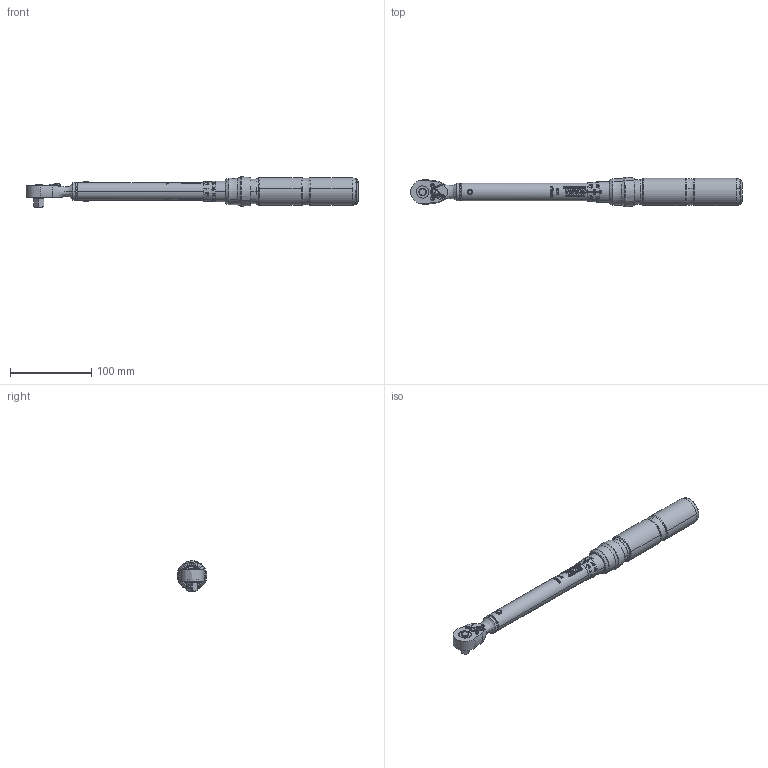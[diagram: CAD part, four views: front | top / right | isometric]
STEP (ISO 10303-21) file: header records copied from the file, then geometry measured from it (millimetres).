
FILE_DESCRIPTION((''),'2;1');
FILE_NAME('8434030002_NEW_ASM','2020-12-09T21:42:20',('INEVDh'),(''),'CREO PARAMETRIC BY PTC INC, 2018100','CREO PARAMETRIC BY PTC INC, 2018100','');
FILE_SCHEMA(('CONFIG_CONTROL_DESIGN'));
Products named in the file (17): _X2_94357BA1_X0_; _X2_626D529B_X0_D_X2_982D_X0_; _X2_626D529B846B860684CB_X0_; _X2_846B860684CB87BA7D72_X0_; _X2_626D529B_X0_PUSH_X2_687F_X0; _X2_626D529B64A57247_X0_; _X2_92FC73E0_X0_4_5MM; CSN_02_2929_5; O-RING_1; _X2_63E1628A_X0_A; _X2_5C3E84CB_X0_; CP100_X2_626D529B672C9AD4_X0_-2; _X2_652F649063D292B7_X0_1; _X2_62C974B0_X0__1; _X2_526F523B5EA6_X0__1; 20-100_X2_7D4454085716_X0_-2012_ASM; 8434030002_NEW_ASM
Assembly tree (17 placements, depth 3):
  8434030002_NEW_ASM
    20-100_X2_7D4454085716_X0_-2012_ASM
      _X2_94357BA1_X0_
      _X2_626D529B_X0_D_X2_982D_X0_
      _X2_626D529B846B860684CB_X0_
      _X2_846B860684CB87BA7D72_X0_  x2
      _X2_626D529B_X0_PUSH_X2_687F_X0
      _X2_626D529B64A57247_X0_
      _X2_92FC73E0_X0_4_5MM
      CSN_02_2929_5
      O-RING_1
      _X2_63E1628A_X0_A
      _X2_5C3E84CB_X0_
      CP100_X2_626D529B672C9AD4_X0_-2
      _X2_652F649063D292B7_X0_1
      _X2_62C974B0_X0__1
      _X2_526F523B5EA6_X0__1
Bounding box: 407.88 x 36.22 x 37.41 mm (x, y, z)
Volume: 321655.6 mm3; surface area: 86688.6 mm2
Topology: 16 solids, 16 shells, 4003 faces, 11031 edges, 7305 vertices
Faces by surface type: bspline 1709, plane 1311, cylinder 411, cone 292, extrusion 168, torus 109, sphere 3
Entity records: 361557 total; most frequent: CARTESIAN_POINT 273936, ORIENTED_EDGE 21264, DIRECTION 12850, EDGE_CURVE 10632, VERTEX_POINT 7074, VECTOR 4552, LINE 4384, B_SPLINE_CURVE_WITH_KNOTS 4300
